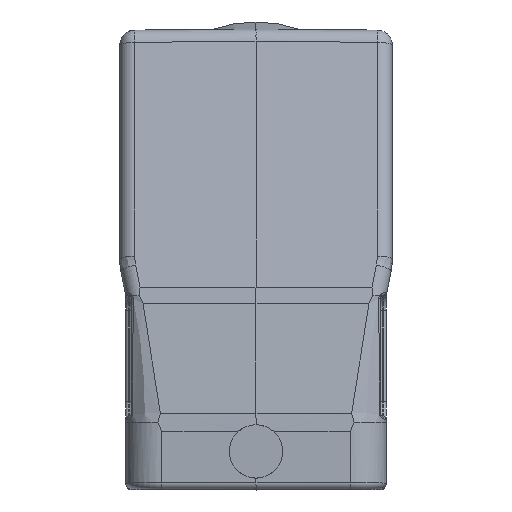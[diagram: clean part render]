
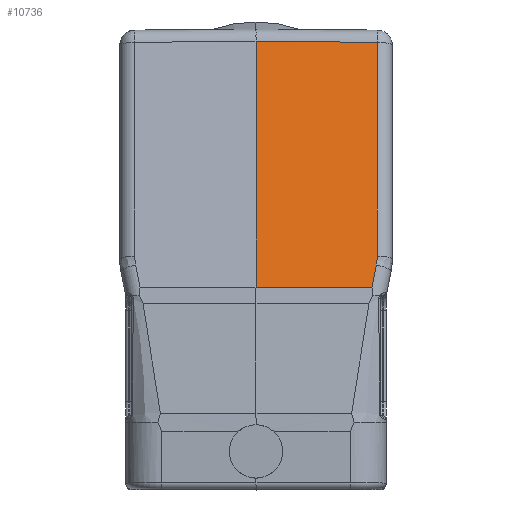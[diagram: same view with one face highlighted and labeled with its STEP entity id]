
A CAD part, top view. The second image highlights one B-rep face of the part: STEP entity #10736.
In plain terms, the highlighted planar face has unit normal (0.009, 0.19, 0.982).
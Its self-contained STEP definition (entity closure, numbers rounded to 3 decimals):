
#538=DIRECTION('',(0.,0.982,-0.19));
#539=VECTOR('',#538,35.988);
#540=CARTESIAN_POINT('',(20.022,-16.12,43.323));
#541=LINE('',#540,#539);
#673=DIRECTION('',(-0.193,-0.963,0.188));
#674=VECTOR('',#673,3.79);
#675=CARTESIAN_POINT('',(19.876,-17.591,43.609));
#676=LINE('',#675,#674);
#677=DIRECTION('',(-1.,0.,0.009));
#678=VECTOR('',#677,19.147);
#679=CARTESIAN_POINT('',(19.146,-21.241,44.32));
#680=LINE('',#679,#678);
#681=DIRECTION('',(1.,-0.009,-0.007));
#682=VECTOR('',#681,20.023);
#683=CARTESIAN_POINT('',(0.,19.39,36.641));
#684=LINE('',#683,#682);
#685=CARTESIAN_POINT('',(20.022,-16.12,43.323));
#686=CARTESIAN_POINT('',(20.022,-16.614,43.419));
#687=CARTESIAN_POINT('',(19.973,-17.107,43.514));
#688=CARTESIAN_POINT('',(19.876,-17.591,43.609));
#1528=DIRECTION('',(0.,-0.982,0.19));
#1529=VECTOR('',#1528,41.382);
#1530=CARTESIAN_POINT('',(0.,19.39,36.641));
#1531=LINE('',#1530,#1529);
#8610=CARTESIAN_POINT('',(20.022,-16.12,43.323));
#8611=VERTEX_POINT('',#8610);
#8612=CARTESIAN_POINT('',(20.022,19.215,36.497));
#8613=VERTEX_POINT('',#8612);
#8615=CARTESIAN_POINT('',(19.876,-17.591,43.609));
#8616=VERTEX_POINT('',#8615);
#8637=CARTESIAN_POINT('',(0.,19.39,36.641));
#8638=VERTEX_POINT('',#8637);
#8640=CARTESIAN_POINT('',(19.146,-21.241,44.32));
#8641=VERTEX_POINT('',#8640);
#8642=CARTESIAN_POINT('',(0.,-21.241,
44.49));
#8643=VERTEX_POINT('',#8642);
#10720=CARTESIAN_POINT('',(0.,-22.585,44.75));
#10721=DIRECTION('',(0.009,0.19,0.982));
#10722=DIRECTION('',(0.,-0.982,0.19));
#10723=AXIS2_PLACEMENT_3D('',#10720,#10721,#10722);
#10724=PLANE('',#10723);
#10726=ORIENTED_EDGE('',*,*,#10725,.T.);
#10728=ORIENTED_EDGE('',*,*,#10727,.T.);
#10730=ORIENTED_EDGE('',*,*,#10729,.F.);
#10731=ORIENTED_EDGE('',*,*,#10710,.T.);
#10732=ORIENTED_EDGE('',*,*,#10547,.F.);
#10733=ORIENTED_EDGE('',*,*,#10576,.T.);
#10734=EDGE_LOOP('',(#10726,#10728,#10730,#10731,#10732,#10733));
#10735=FACE_OUTER_BOUND('',#10734,.F.);
#689=B_SPLINE_CURVE_WITH_KNOTS('',3,(#685,#686,#687,#688),.UNSPECIFIED.,.F.,.F.,
(4,4),(0.,1.),.UNSPECIFIED.);
#10547=EDGE_CURVE('',#8611,#8613,#541,.T.);
#10576=EDGE_CURVE('',#8611,#8616,#689,.T.);
#10710=EDGE_CURVE('',#8638,#8613,#684,.T.);
#10725=EDGE_CURVE('',#8616,#8641,#676,.T.);
#10727=EDGE_CURVE('',#8641,#8643,#680,.T.);
#10729=EDGE_CURVE('',#8638,#8643,#1531,.T.);
#10736=ADVANCED_FACE('',(#10735),#10724,.T.);
